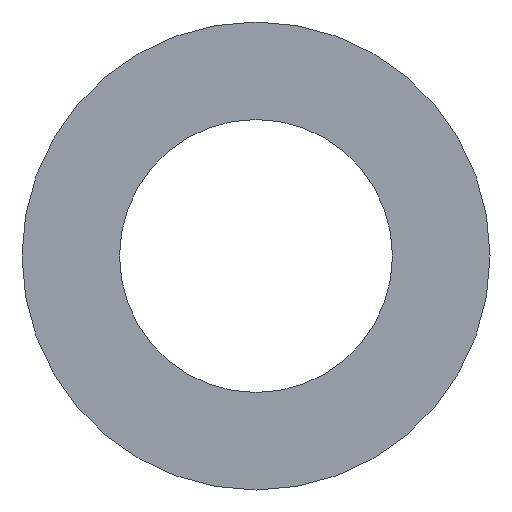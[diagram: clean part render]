
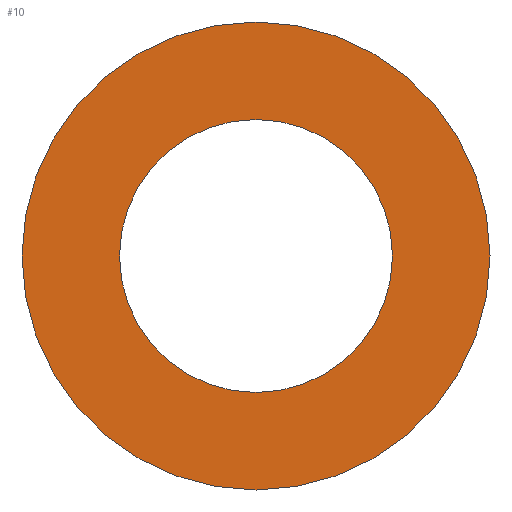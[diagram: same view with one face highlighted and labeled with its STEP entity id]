
A CAD part, front view. The second image highlights one B-rep face of the part: STEP entity #10.
In plain terms, the highlighted planar face has unit normal (0, -1, 0).
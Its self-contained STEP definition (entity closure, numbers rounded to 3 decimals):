
#9 = DIRECTION ( 'NONE',  ( 0., 1., 0. ) ) ;
#10 = ADVANCED_FACE ( 'NONE', ( #41, #118 ), #185, .F. ) ;
#27 = CIRCLE ( 'NONE', #102, 8.75 ) ;
#29 = DIRECTION ( 'NONE',  ( 0., 0., 1. ) ) ;
#40 = VERTEX_POINT ( 'NONE', #47 ) ;
#41 = FACE_OUTER_BOUND ( 'NONE', #203, .T. ) ;
#47 = CARTESIAN_POINT ( 'NONE',  ( 0., -3., 8.75 ) ) ;
#49 = CARTESIAN_POINT ( 'NONE',  ( 0., -3., 0. ) ) ;
#51 = DIRECTION ( 'NONE',  ( 0., 0., 1. ) ) ;
#57 = AXIS2_PLACEMENT_3D ( 'NONE', #232, #216, #29 ) ;
#60 = VERTEX_POINT ( 'NONE', #128 ) ;
#64 = CIRCLE ( 'NONE', #247, 8.75 ) ;
#69 = AXIS2_PLACEMENT_3D ( 'NONE', #49, #246, #194 ) ;
#85 = DIRECTION ( 'NONE',  ( 0., 0., 1. ) ) ;
#87 = CARTESIAN_POINT ( 'NONE',  ( 0., -3., 0. ) ) ;
#88 = CARTESIAN_POINT ( 'NONE',  ( 0., -3., 0. ) ) ;
#94 = EDGE_CURVE ( 'NONE', #223, #60, #199, .T. ) ;
#100 = VERTEX_POINT ( 'NONE', #110 ) ;
#102 = AXIS2_PLACEMENT_3D ( 'NONE', #88, #125, #245 ) ;
#107 = EDGE_CURVE ( 'NONE', #60, #223, #230, .T. ) ;
#110 = CARTESIAN_POINT ( 'NONE',  ( 0., -3., -8.75 ) ) ;
#118 = FACE_BOUND ( 'NONE', #160, .T. ) ;
#122 = ORIENTED_EDGE ( 'NONE', *, *, #177, .T. ) ;
#125 = DIRECTION ( 'NONE',  ( 0., 1., 0. ) ) ;
#128 = CARTESIAN_POINT ( 'NONE',  ( 0., -3., -15. ) ) ;
#131 = CARTESIAN_POINT ( 'NONE',  ( 0., -3., 15. ) ) ;
#134 = EDGE_CURVE ( 'NONE', #40, #100, #27, .T. ) ;
#160 = EDGE_LOOP ( 'NONE', ( #163, #122 ) ) ;
#163 = ORIENTED_EDGE ( 'NONE', *, *, #134, .T. ) ;
#164 = ORIENTED_EDGE ( 'NONE', *, *, #107, .F. ) ;
#177 = EDGE_CURVE ( 'NONE', #100, #40, #64, .T. ) ;
#180 = AXIS2_PLACEMENT_3D ( 'NONE', #189, #9, #85 ) ;
#185 = PLANE ( 'NONE',  #180 ) ;
#189 = CARTESIAN_POINT ( 'NONE',  ( 8.75, -3., 0. ) ) ;
#194 = DIRECTION ( 'NONE',  ( 0., 0., 1. ) ) ;
#199 = CIRCLE ( 'NONE', #57, 15. ) ;
#203 = EDGE_LOOP ( 'NONE', ( #238, #164 ) ) ;
#216 = DIRECTION ( 'NONE',  ( 0., 1., 0. ) ) ;
#223 = VERTEX_POINT ( 'NONE', #131 ) ;
#230 = CIRCLE ( 'NONE', #69, 15. ) ;
#232 = CARTESIAN_POINT ( 'NONE',  ( 0., -3., 0. ) ) ;
#233 = DIRECTION ( 'NONE',  ( 0., 1., 0. ) ) ;
#238 = ORIENTED_EDGE ( 'NONE', *, *, #94, .F. ) ;
#245 = DIRECTION ( 'NONE',  ( 0., 0., 1. ) ) ;
#246 = DIRECTION ( 'NONE',  ( 0., 1., 0. ) ) ;
#247 = AXIS2_PLACEMENT_3D ( 'NONE', #87, #233, #51 ) ;
